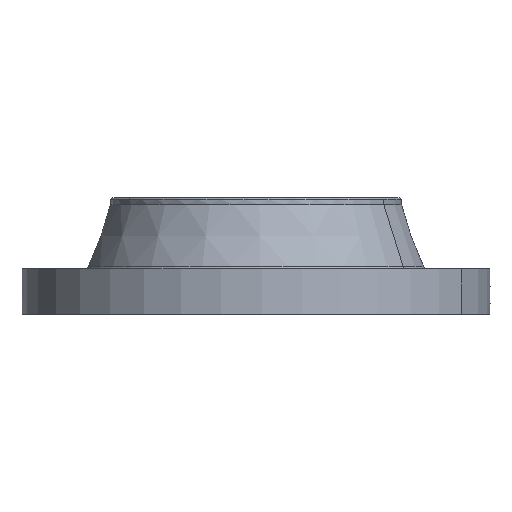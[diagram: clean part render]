
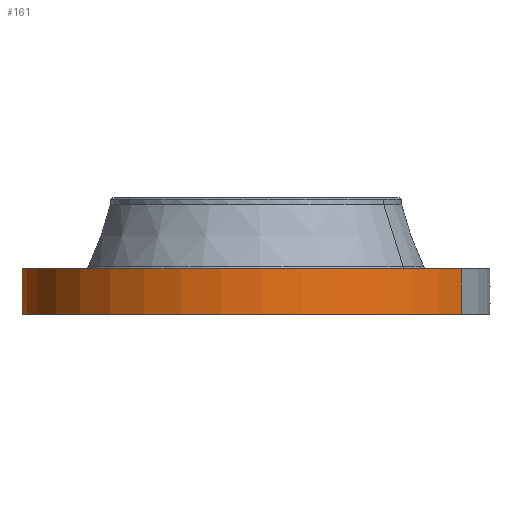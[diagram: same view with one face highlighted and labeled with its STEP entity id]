
A CAD part, left-side view. The second image highlights one B-rep face of the part: STEP entity #161.
In plain terms, the highlighted cylindrical face has radius 260.35 mm (diameter 520.7 mm), a partial arc.
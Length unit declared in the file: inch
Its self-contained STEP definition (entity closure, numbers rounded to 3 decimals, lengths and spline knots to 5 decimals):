
#38=AXIS2_PLACEMENT_3D('Cylinder Axis2P3D',#35,#36,#37) ;
#42=AXIS2_PLACEMENT_3D('Circle Axis2P3D',#40,#41,$) ;
#58=AXIS2_PLACEMENT_3D('Circle Axis2P3D',#56,#57,$) ;
#35=CARTESIAN_POINT('Axis2P3D Location',(0.,0.,2.62)) ;
#40=CARTESIAN_POINT('Axis2P3D Location',(0.,0.,0.06)) ;
#44=CARTESIAN_POINT('Vertex',(-4.91411,-8.99522,0.06)) ;
#46=CARTESIAN_POINT('Vertex',(4.91411,8.99522,0.06)) ;
#49=CARTESIAN_POINT('Line Origine',(-4.91411,-8.99522,1.06)) ;
#53=CARTESIAN_POINT('Vertex',(-4.91411,-8.99522,2.06)) ;
#56=CARTESIAN_POINT('Axis2P3D Location',(0.,0.,2.06)) ;
#60=CARTESIAN_POINT('Vertex',(4.91411,8.99522,2.06)) ;
#63=CARTESIAN_POINT('Line Origine',(4.91411,8.99522,1.06)) ;
#75=CARTESIAN_POINT('Control Point',(-0.05706,10.24984,1.28949)) ;
#76=CARTESIAN_POINT('Control Point',(-0.03844,10.24994,1.29253)) ;
#77=CARTESIAN_POINT('Control Point',(-0.01958,10.25,1.29408)) ;
#78=CARTESIAN_POINT('Control Point',(-0.00072,10.25,1.29412)) ;
#79=CARTESIAN_POINT('Vertex',(-0.05705,10.24984,1.28949)) ;
#81=CARTESIAN_POINT('Vertex',(-0.00072,10.25,1.29412)) ;
#85=CARTESIAN_POINT('Control Point',(-0.05705,10.24984,1.28949)) ;
#86=CARTESIAN_POINT('Control Point',(-0.09683,10.24962,1.2848)) ;
#87=CARTESIAN_POINT('Control Point',(-0.1359,10.24916,1.27287)) ;
#88=CARTESIAN_POINT('Control Point',(-0.17181,10.24856,1.25453)) ;
#89=CARTESIAN_POINT('Vertex',(-0.17181,10.24856,1.25453)) ;
#93=CARTESIAN_POINT('Control Point',(-0.03052,10.24995,0.53115)) ;
#94=CARTESIAN_POINT('Control Point',(-0.087,10.24979,0.53832)) ;
#95=CARTESIAN_POINT('Control Point',(-0.14189,10.24923,0.55593)) ;
#96=CARTESIAN_POINT('Control Point',(-0.1925,10.24835,0.58349)) ;
#97=CARTESIAN_POINT('Control Point',(-0.26596,10.24666,0.6429)) ;
#98=CARTESIAN_POINT('Control Point',(-0.31823,10.24509,0.71941)) ;
#99=CARTESIAN_POINT('Control Point',(-0.33535,10.24453,0.75208)) ;
#100=CARTESIAN_POINT('Control Point',(-0.36933,10.24337,0.84027)) ;
#101=CARTESIAN_POINT('Control Point',(-0.37638,10.24308,0.93449)) ;
#102=CARTESIAN_POINT('Control Point',(-0.37023,10.24332,0.992)) ;
#103=CARTESIAN_POINT('Control Point',(-0.34065,10.24441,1.09124)) ;
#104=CARTESIAN_POINT('Control Point',(-0.28086,10.24621,1.1744)) ;
#105=CARTESIAN_POINT('Control Point',(-0.24867,10.24708,1.20709)) ;
#106=CARTESIAN_POINT('Control Point',(-0.21185,10.24789,1.23408)) ;
#107=CARTESIAN_POINT('Control Point',(-0.17181,10.24856,1.25453)) ;
#108=CARTESIAN_POINT('Vertex',(-0.03052,10.24995,0.53115)) ;
#112=CARTESIAN_POINT('Control Point',(-0.03052,10.24995,0.53115)) ;
#113=CARTESIAN_POINT('Control Point',(-0.02034,10.24998,0.53087)) ;
#114=CARTESIAN_POINT('Control Point',(-0.01016,10.25,0.53094)) ;
#115=CARTESIAN_POINT('Control Point',(0.,10.25,0.53137)) ;
#116=CARTESIAN_POINT('Vertex',(0.,10.25,0.53137)) ;
#120=CARTESIAN_POINT('Control Point',(0.19306,10.24818,0.58662)) ;
#121=CARTESIAN_POINT('Control Point',(0.14917,10.24901,0.56158)) ;
#122=CARTESIAN_POINT('Control Point',(0.10115,10.24966,0.54362)) ;
#123=CARTESIAN_POINT('Control Point',(0.05082,10.25,0.53353)) ;
#124=CARTESIAN_POINT('Control Point',(0.,10.25,0.53137)) ;
#125=CARTESIAN_POINT('Vertex',(0.19306,10.24818,0.58662)) ;
#129=CARTESIAN_POINT('Control Point',(0.19306,10.24818,0.58662)) ;
#130=CARTESIAN_POINT('Control Point',(0.22195,10.24764,0.60311)) ;
#131=CARTESIAN_POINT('Control Point',(0.24916,10.24702,0.62248)) ;
#132=CARTESIAN_POINT('Control Point',(0.2743,10.24637,0.64455)) ;
#133=CARTESIAN_POINT('Control Point',(0.3409,10.24445,0.71658)) ;
#134=CARTESIAN_POINT('Control Point',(0.38316,10.24287,0.80648)) ;
#135=CARTESIAN_POINT('Control Point',(0.39794,10.24226,0.87099)) ;
#136=CARTESIAN_POINT('Control Point',(0.39848,10.24228,0.99794)) ;
#137=CARTESIAN_POINT('Control Point',(0.34872,10.24411,1.113)) ;
#138=CARTESIAN_POINT('Control Point',(0.31365,10.24532,1.1627)) ;
#139=CARTESIAN_POINT('Control Point',(0.23526,10.24755,1.237)) ;
#140=CARTESIAN_POINT('Control Point',(0.13822,10.24921,1.27953)) ;
#141=CARTESIAN_POINT('Control Point',(0.09256,10.24974,1.29157)) ;
#142=CARTESIAN_POINT('Control Point',(0.046,10.25,1.29641)) ;
#143=CARTESIAN_POINT('Control Point',(-0.00003,10.25,1.29415)) ;
#144=CARTESIAN_POINT('Vertex',(-0.00003,10.25,1.29415)) ;
#148=CARTESIAN_POINT('Control Point',(-0.00072,10.25,1.29412)) ;
#149=CARTESIAN_POINT('Control Point',(-0.00037,10.25,1.29414)) ;
#150=CARTESIAN_POINT('Control Point',(-0.00003,10.25,1.29415)) ;
#36=DIRECTION('Axis2P3D Direction',(0.,0.,-0.039)) ;
#37=DIRECTION('Axis2P3D XDirection',(0.019,0.035,0.)) ;
#41=DIRECTION('Axis2P3D Direction',(0.,0.,-0.039)) ;
#50=DIRECTION('Vector Direction',(0.,0.,-0.039)) ;
#57=DIRECTION('Axis2P3D Direction',(0.,0.,-0.039)) ;
#64=DIRECTION('Vector Direction',(0.,0.,-0.039)) ;
#51=VECTOR('Line Direction',#50,0.03937) ;
#65=VECTOR('Line Direction',#64,0.03937) ;
#69=ORIENTED_EDGE('',*,*,#48,.F.) ;
#70=ORIENTED_EDGE('',*,*,#55,.T.) ;
#71=ORIENTED_EDGE('',*,*,#62,.T.) ;
#72=ORIENTED_EDGE('',*,*,#67,.F.) ;
#153=ORIENTED_EDGE('',*,*,#83,.F.) ;
#154=ORIENTED_EDGE('',*,*,#91,.T.) ;
#155=ORIENTED_EDGE('',*,*,#110,.F.) ;
#156=ORIENTED_EDGE('',*,*,#118,.T.) ;
#157=ORIENTED_EDGE('',*,*,#127,.F.) ;
#158=ORIENTED_EDGE('',*,*,#146,.T.) ;
#159=ORIENTED_EDGE('',*,*,#151,.F.) ;
#160=FACE_BOUND('',#152,.T.) ;
#161=ADVANCED_FACE('PartBody',(#73,#160),#39,.T.) ;
#74=B_SPLINE_CURVE_WITH_KNOTS('',3,(#75,#76,#77,#78),.UNSPECIFIED.,.F.,.U.,(4,4),(4.42828,6.52129),.UNSPECIFIED.) ;
#84=B_SPLINE_CURVE_WITH_KNOTS('',3,(#85,#86,#87,#88),.UNSPECIFIED.,.F.,.U.,(4,4),(0.,4.50077),.UNSPECIFIED.) ;
#92=B_SPLINE_CURVE_WITH_KNOTS('',5,(#93,#94,#95,#96,#97,#98,#99,#100,#101,#102,#103,#104,#105,#106,#107),.UNSPECIFIED.,.F.,.U.,(6,3,3,3,6),(0.,9.89441,16.46388,26.84174,35.20592),.UNSPECIFIED.) ;
#111=B_SPLINE_CURVE_WITH_KNOTS('',3,(#112,#113,#114,#115),.UNSPECIFIED.,.F.,.U.,(4,4),(0.,1.06161),.UNSPECIFIED.) ;
#119=B_SPLINE_CURVE_WITH_KNOTS('',4,(#120,#121,#122,#123,#124),.UNSPECIFIED.,.F.,.U.,(5,5),(0.,7.081),.UNSPECIFIED.) ;
#128=B_SPLINE_CURVE_WITH_KNOTS('',5,(#129,#130,#131,#132,#133,#134,#135,#136,#137,#138,#139,#140,#141,#142,#143),.UNSPECIFIED.,.F.,.U.,(6,3,3,3,6),(0.,5.82761,17.13227,27.79678,36.3993),.UNSPECIFIED.) ;
#147=B_SPLINE_CURVE_WITH_KNOTS('',2,(#148,#149,#150),.UNSPECIFIED.,.F.,.U.,(3,3),(1.03761,1.06341),.UNSPECIFIED.) ;
#43=CIRCLE('generated circle',#42,10.25) ;
#59=CIRCLE('generated circle',#58,10.25) ;
#39=CYLINDRICAL_SURFACE('generated cylinder',#38,10.25) ;
#48=EDGE_CURVE('',#45,#47,#43,.T.) ;
#55=EDGE_CURVE('',#45,#54,#52,.F.) ;
#62=EDGE_CURVE('',#54,#61,#59,.T.) ;
#67=EDGE_CURVE('',#47,#61,#66,.F.) ;
#83=EDGE_CURVE('',#80,#82,#74,.T.) ;
#91=EDGE_CURVE('',#80,#90,#84,.T.) ;
#110=EDGE_CURVE('',#109,#90,#92,.T.) ;
#118=EDGE_CURVE('',#109,#117,#111,.T.) ;
#127=EDGE_CURVE('',#126,#117,#119,.T.) ;
#146=EDGE_CURVE('',#126,#145,#128,.T.) ;
#151=EDGE_CURVE('',#82,#145,#147,.T.) ;
#68=EDGE_LOOP('',(#69,#70,#71,#72)) ;
#152=EDGE_LOOP('',(#153,#154,#155,#156,#157,#158,#159)) ;
#73=FACE_OUTER_BOUND('',#68,.T.) ;
#52=LINE('Line',#49,#51) ;
#66=LINE('Line',#63,#65) ;
#45=VERTEX_POINT('',#44) ;
#47=VERTEX_POINT('',#46) ;
#54=VERTEX_POINT('',#53) ;
#61=VERTEX_POINT('',#60) ;
#80=VERTEX_POINT('',#79) ;
#82=VERTEX_POINT('',#81) ;
#90=VERTEX_POINT('',#89) ;
#109=VERTEX_POINT('',#108) ;
#117=VERTEX_POINT('',#116) ;
#126=VERTEX_POINT('',#125) ;
#145=VERTEX_POINT('',#144) ;
